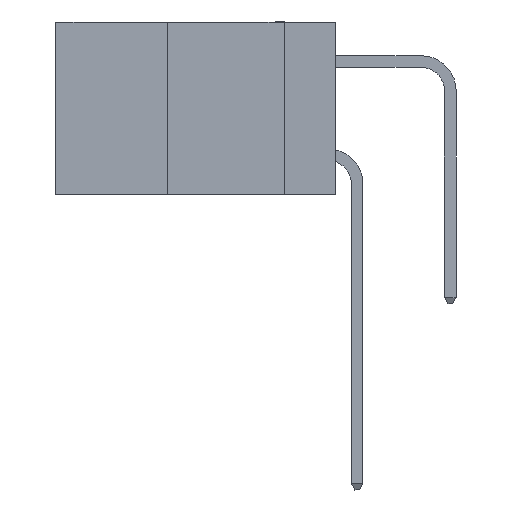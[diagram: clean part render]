
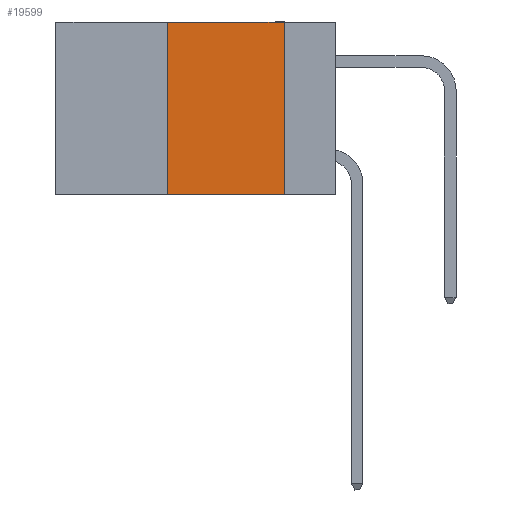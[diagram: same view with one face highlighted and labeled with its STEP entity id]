
A CAD part, left-side view. The second image highlights one B-rep face of the part: STEP entity #19599.
In plain terms, the highlighted planar face has unit normal (-1, 0, 0).
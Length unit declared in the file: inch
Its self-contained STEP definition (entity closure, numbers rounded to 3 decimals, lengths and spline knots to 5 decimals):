
#103 = EDGE_CURVE ( 'NONE', #7747, #16440, #24443, .T. ) ;
#505 = CARTESIAN_POINT ( 'NONE',  ( 0., 0.6, -0.37 ) ) ;
#654 = CARTESIAN_POINT ( 'NONE',  ( 0., 0.11, -0.37 ) ) ;
#1179 = DIRECTION ( 'NONE',  ( 0., -1., 0. ) ) ;
#1807 = LINE ( 'NONE', #12469, #7442 ) ;
#3011 = CARTESIAN_POINT ( 'NONE',  ( 0., 0.36, -0.37 ) ) ;
#4741 = EDGE_CURVE ( 'NONE', #11391, #16440, #16702, .T. ) ;
#5327 = VECTOR ( 'NONE', #1179, 39.37008 ) ;
#7442 = VECTOR ( 'NONE', #23136, 39.37008 ) ;
#7747 = VERTEX_POINT ( 'NONE', #3011 ) ;
#8867 = VECTOR ( 'NONE', #30980, 39.37008 ) ;
#8888 = EDGE_CURVE ( 'NONE', #33537, #11391, #1807, .T. ) ;
#10094 = DIRECTION ( 'NONE',  ( 0., 0., -1. ) ) ;
#10951 = DIRECTION ( 'NONE',  ( 0., 0., -1. ) ) ;
#11391 = VERTEX_POINT ( 'NONE', #22157 ) ;
#12469 = CARTESIAN_POINT ( 'NONE',  ( 0., 0.6, 0. ) ) ;
#14601 = EDGE_LOOP ( 'NONE', ( #32631, #30467, #19742, #19905 ) ) ;
#16440 = VERTEX_POINT ( 'NONE', #654 ) ;
#16702 = LINE ( 'NONE', #27372, #25301 ) ;
#19599 = ADVANCED_FACE ( 'NONE', ( #20938 ), #34058, .F. ) ;
#19742 = ORIENTED_EDGE ( 'NONE', *, *, #30252, .F. ) ;
#19905 = ORIENTED_EDGE ( 'NONE', *, *, #103, .T. ) ;
#20120 = CARTESIAN_POINT ( 'NONE',  ( 0., 0.36, 0. ) ) ;
#20938 = FACE_OUTER_BOUND ( 'NONE', #14601, .T. ) ;
#22157 = CARTESIAN_POINT ( 'NONE',  ( 0., 0.11, 0. ) ) ;
#22398 = AXIS2_PLACEMENT_3D ( 'NONE', #33721, #25831, #10094 ) ;
#23136 = DIRECTION ( 'NONE',  ( 0., -1., 0. ) ) ;
#24443 = LINE ( 'NONE', #505, #5327 ) ;
#25031 = LINE ( 'NONE', #20120, #8867 ) ;
#25301 = VECTOR ( 'NONE', #10951, 39.37008 ) ;
#25831 = DIRECTION ( 'NONE',  ( 1., 0., 0. ) ) ;
#27372 = CARTESIAN_POINT ( 'NONE',  ( 0., 0.11, 0. ) ) ;
#30252 = EDGE_CURVE ( 'NONE', #7747, #33537, #25031, .T. ) ;
#30467 = ORIENTED_EDGE ( 'NONE', *, *, #8888, .F. ) ;
#30980 = DIRECTION ( 'NONE',  ( 0., 0., 1. ) ) ;
#32542 = CARTESIAN_POINT ( 'NONE',  ( 0., 0.36, 0. ) ) ;
#32631 = ORIENTED_EDGE ( 'NONE', *, *, #4741, .F. ) ;
#33537 = VERTEX_POINT ( 'NONE', #32542 ) ;
#33721 = CARTESIAN_POINT ( 'NONE',  ( 0., 0.6, 0. ) ) ;
#34058 = PLANE ( 'NONE',  #22398 ) ;
